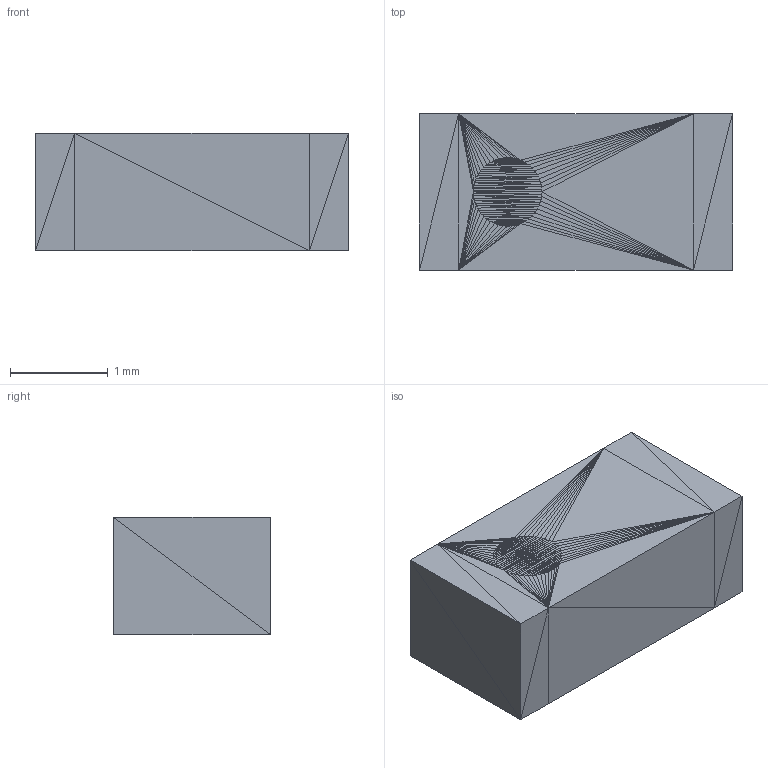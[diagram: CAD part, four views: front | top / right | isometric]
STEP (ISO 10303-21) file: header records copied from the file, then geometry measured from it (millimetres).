
FILE_DESCRIPTION(('FreeCAD Model'),'2;1');
FILE_NAME('Open CASCADE Shape Model','2022-06-26T20:21:26',('Author'),( ''),'Open CASCADE STEP processor 7.5','FreeCAD','Unknown');
FILE_SCHEMA(('AUTOMOTIVE_DESIGN { 1 0 10303 214 1 1 1 1 }'));
Length unit declared in the file: millimetre
Products named in the file (1): Fusion
Bounding box: 3.2 x 1.6 x 1.2 mm (x, y, z)
Volume: 6.1 mm3; surface area: 21.9 mm2
Topology: 1 solids, 1 shells, 774 faces, 1576 edges, 804 vertices
Faces by surface type: plane 774
Entity records: 40726 total; most frequent: CARTESIAN_POINT 7733, DIRECTION 4852, LINE 3302, VECTOR 3302, ORIENTED_EDGE 3152, PCURVE 3152, DEFINITIONAL_REPRESENTATION 3152, EDGE_CURVE 1576
